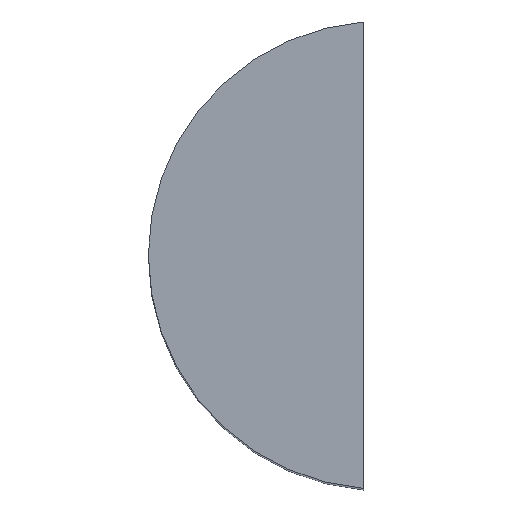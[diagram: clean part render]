
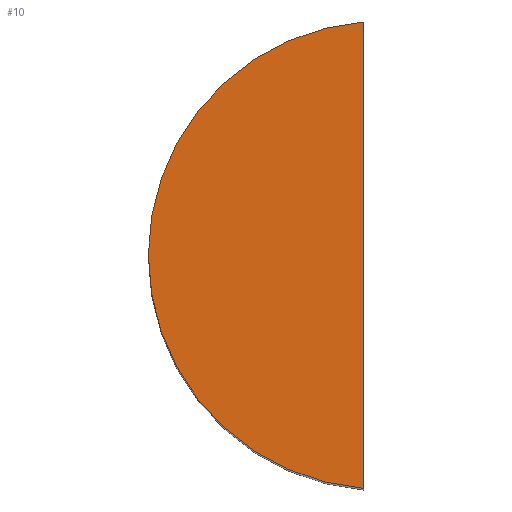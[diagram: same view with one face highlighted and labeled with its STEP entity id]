
A CAD part, top view. The second image highlights one B-rep face of the part: STEP entity #10.
In plain terms, the highlighted planar face has unit normal (0, 0, 1).
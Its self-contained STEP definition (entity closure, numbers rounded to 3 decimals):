
#6 = VERTEX_POINT ( 'NONE', #198 ) ;
#10 = ADVANCED_FACE ( 'NONE', ( #82 ), #201, .T. ) ;
#15 = CIRCLE ( 'NONE', #41, 25. ) ;
#22 = DIRECTION ( 'NONE',  ( 0., 0., 1. ) ) ;
#24 = CARTESIAN_POINT ( 'NONE',  ( -25., 0., 100. ) ) ;
#35 = DIRECTION ( 'NONE',  ( 1., 0., 0. ) ) ;
#37 = DIRECTION ( 'NONE',  ( 1., 0., 0. ) ) ;
#41 = AXIS2_PLACEMENT_3D ( 'NONE', #167, #103, #166 ) ;
#57 = VECTOR ( 'NONE', #117, 1000. ) ;
#68 = CARTESIAN_POINT ( 'NONE',  ( -2., -24.92, 100. ) ) ;
#79 = EDGE_CURVE ( 'NONE', #140, #6, #200, .T. ) ;
#82 = FACE_OUTER_BOUND ( 'NONE', #177, .T. ) ;
#92 = AXIS2_PLACEMENT_3D ( 'NONE', #119, #22, #35 ) ;
#98 = EDGE_CURVE ( 'NONE', #6, #195, #176, .T. ) ;
#102 = CARTESIAN_POINT ( 'NONE',  ( 0., 0., 100. ) ) ;
#103 = DIRECTION ( 'NONE',  ( 0., 0., 1. ) ) ;
#117 = DIRECTION ( 'NONE',  ( 0., 1., 0. ) ) ;
#119 = CARTESIAN_POINT ( 'NONE',  ( 0., 0., 100. ) ) ;
#127 = ORIENTED_EDGE ( 'NONE', *, *, #79, .T. ) ;
#133 = DIRECTION ( 'NONE',  ( 0., 0., 1. ) ) ;
#134 = EDGE_CURVE ( 'NONE', #195, #140, #15, .T. ) ;
#140 = VERTEX_POINT ( 'NONE', #68 ) ;
#148 = ORIENTED_EDGE ( 'NONE', *, *, #98, .T. ) ;
#162 = AXIS2_PLACEMENT_3D ( 'NONE', #102, #133, #37 ) ;
#165 = CARTESIAN_POINT ( 'NONE',  ( -2., -24.92, 100. ) ) ;
#166 = DIRECTION ( 'NONE',  ( 1., 0., 0. ) ) ;
#167 = CARTESIAN_POINT ( 'NONE',  ( 0., 0., 100. ) ) ;
#176 = CIRCLE ( 'NONE', #162, 25. ) ;
#177 = EDGE_LOOP ( 'NONE', ( #148, #180, #127 ) ) ;
#180 = ORIENTED_EDGE ( 'NONE', *, *, #134, .T. ) ;
#195 = VERTEX_POINT ( 'NONE', #24 ) ;
#198 = CARTESIAN_POINT ( 'NONE',  ( -2., 24.92, 100. ) ) ;
#200 = LINE ( 'NONE', #165, #57 ) ;
#201 = PLANE ( 'NONE',  #92 ) ;
